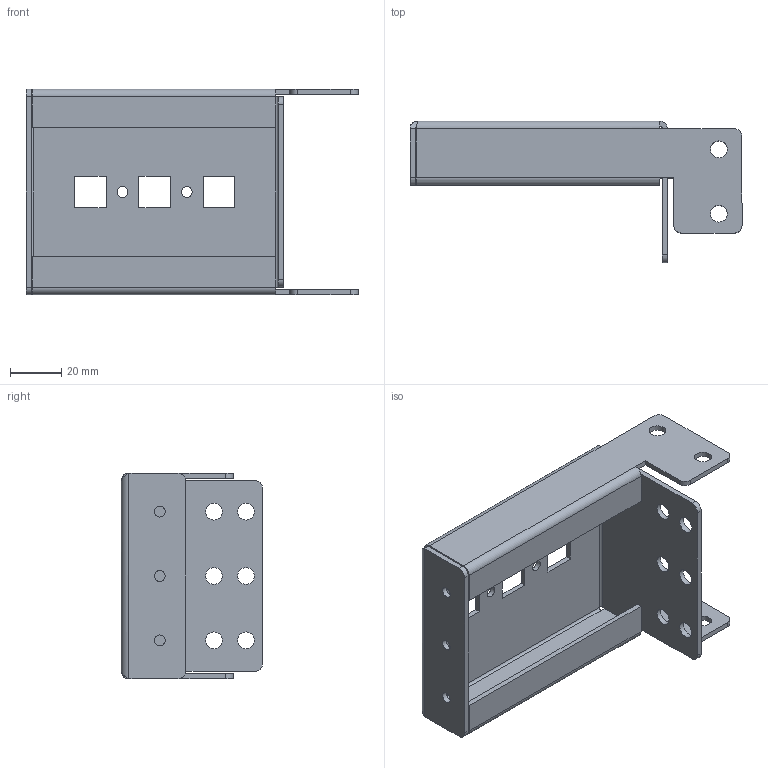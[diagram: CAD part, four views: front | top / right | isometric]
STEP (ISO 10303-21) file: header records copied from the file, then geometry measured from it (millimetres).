
FILE_DESCRIPTION (( 'STEP AP203' ), '1' );
FILE_NAME ('MA1.300.060620.40.01 Êðîíøòåéí äëÿ ïðîôèëÿ 19-äþéìîâ.STEP', '2025-05-12T06:54:45', ( '' ), ( '' ), 'SwSTEP 2.0', 'SolidWorks 2021', '' );
FILE_SCHEMA (( 'CONFIG_CONTROL_DESIGN' ));
Length unit declared in the file: millimetre
Products named in the file (1): MA1.300.060620.40.01 Êðîíøòåéí äëÿ ïðîôèëÿ 19-äþéìîâ
Bounding box: 129 x 55 x 80 mm (x, y, z)
Volume: 43129.1 mm3; surface area: 45677.5 mm2
Topology: 1 solids, 1 shells, 99 faces, 257 edges, 160 vertices
Faces by surface type: plane 58, cylinder 37, bspline 4
Full cylindrical faces by diameter (mm): 4.2 x5, 6.5 x10
Entity records: 3091 total; most frequent: CARTESIAN_POINT 672, DIRECTION 472, ORIENTED_EDGE 456, EDGE_CURVE 228, AXIS2_PLACEMENT_3D 162, EDGE_LOOP 150, LINE 148, VECTOR 148
